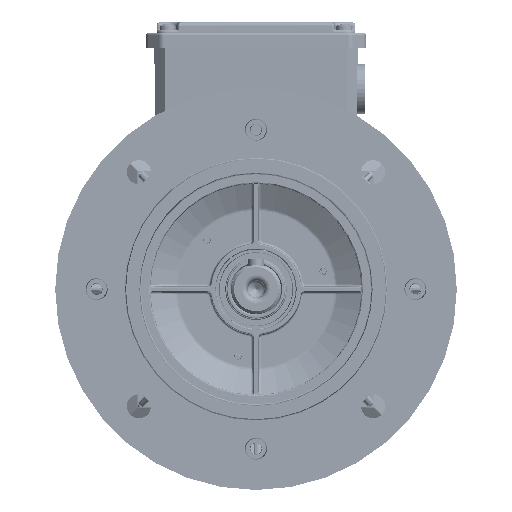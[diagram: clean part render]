
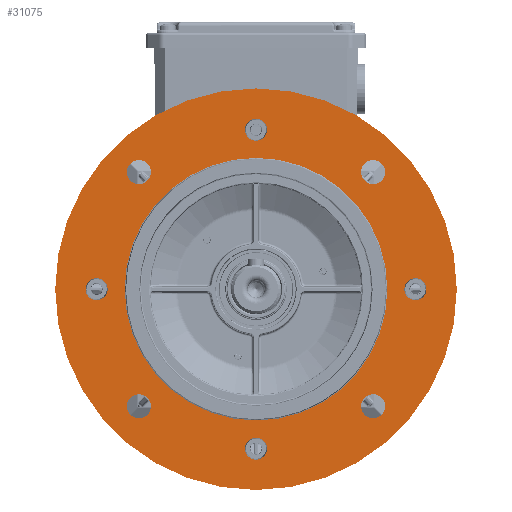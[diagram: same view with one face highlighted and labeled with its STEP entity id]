
A CAD part, left-side view. The second image highlights one B-rep face of the part: STEP entity #31075.
In plain terms, the highlighted planar face has unit normal (-1, 0, 0).
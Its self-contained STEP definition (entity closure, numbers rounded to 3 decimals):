
#6230=PLANE('',#116993);
#31075=ADVANCED_FACE('',(#38405,#38406,#38407,#38408,#38409,#38410,#38411,
#38412,#38413,#38414),#6230,.F.);
#38405=FACE_BOUND('',#43932,.T.);
#38406=FACE_BOUND('',#43933,.T.);
#38407=FACE_BOUND('',#43934,.T.);
#38408=FACE_BOUND('',#43935,.T.);
#38409=FACE_BOUND('',#43936,.T.);
#38410=FACE_BOUND('',#43937,.T.);
#38411=FACE_BOUND('',#43938,.T.);
#38412=FACE_BOUND('',#43939,.T.);
#38413=FACE_BOUND('',#43940,.T.);
#38414=FACE_BOUND('',#43941,.T.);
#43932=EDGE_LOOP('',(#69529));
#43933=EDGE_LOOP('',(#69530));
#43934=EDGE_LOOP('',(#69531));
#43935=EDGE_LOOP('',(#69532));
#43936=EDGE_LOOP('',(#69533));
#43937=EDGE_LOOP('',(#69534));
#43938=EDGE_LOOP('',(#69535));
#43939=EDGE_LOOP('',(#69536));
#43940=EDGE_LOOP('',(#69537));
#43941=EDGE_LOOP('',(#69538));
#69529=ORIENTED_EDGE('',*,*,#99628,.T.);
#69530=ORIENTED_EDGE('',*,*,#99630,.F.);
#69531=ORIENTED_EDGE('',*,*,#99631,.F.);
#69532=ORIENTED_EDGE('',*,*,#99190,.T.);
#69533=ORIENTED_EDGE('',*,*,#99192,.T.);
#69534=ORIENTED_EDGE('',*,*,#99194,.T.);
#69535=ORIENTED_EDGE('',*,*,#99196,.T.);
#69536=ORIENTED_EDGE('',*,*,#99632,.T.);
#69537=ORIENTED_EDGE('',*,*,#99633,.F.);
#69538=ORIENTED_EDGE('',*,*,#99634,.F.);
#82941=VERTEX_POINT('',#223723);
#82943=VERTEX_POINT('',#223728);
#82945=VERTEX_POINT('',#223733);
#82947=VERTEX_POINT('',#223738);
#83236=VERTEX_POINT('',#225557);
#83238=VERTEX_POINT('',#225564);
#83239=VERTEX_POINT('',#225566);
#83240=VERTEX_POINT('',#225568);
#83241=VERTEX_POINT('',#225570);
#83242=VERTEX_POINT('',#225572);
#99190=EDGE_CURVE('',#82941,#82941,#106322,.T.);
#99192=EDGE_CURVE('',#82943,#82943,#106324,.T.);
#99194=EDGE_CURVE('',#82945,#82945,#106326,.T.);
#99196=EDGE_CURVE('',#82947,#82947,#106328,.T.);
#99628=EDGE_CURVE('',#83236,#83236,#106551,.T.);
#99630=EDGE_CURVE('',#83238,#83238,#106553,.T.);
#99631=EDGE_CURVE('',#83239,#83239,#106554,.T.);
#99632=EDGE_CURVE('',#83240,#83240,#106555,.T.);
#99633=EDGE_CURVE('',#83241,#83241,#106556,.T.);
#99634=EDGE_CURVE('',#83242,#83242,#106557,.T.);
#106322=CIRCLE('',#116621,5.5);
#106324=CIRCLE('',#116624,5.5);
#106326=CIRCLE('',#116627,5.5);
#106328=CIRCLE('',#116630,5.5);
#106551=CIRCLE('',#116983,65.4);
#106553=CIRCLE('',#116988,6.);
#106554=CIRCLE('',#116989,6.);
#106555=CIRCLE('',#116990,99.999);
#106556=CIRCLE('',#116991,6.);
#106557=CIRCLE('',#116992,6.);
#116621=AXIS2_PLACEMENT_3D('',#223722,#142228,#142229);
#116624=AXIS2_PLACEMENT_3D('',#223727,#142234,#142235);
#116627=AXIS2_PLACEMENT_3D('',#223732,#142240,#142241);
#116630=AXIS2_PLACEMENT_3D('',#223737,#142246,#142247);
#116983=AXIS2_PLACEMENT_3D('',#225556,#143075,#143076);
#116988=AXIS2_PLACEMENT_3D('',#225563,#143085,#143086);
#116989=AXIS2_PLACEMENT_3D('',#225565,#143087,#143088);
#116990=AXIS2_PLACEMENT_3D('',#225567,#143089,#143090);
#116991=AXIS2_PLACEMENT_3D('',#225569,#143091,#143092);
#116992=AXIS2_PLACEMENT_3D('',#225571,#143093,#143094);
#116993=AXIS2_PLACEMENT_3D('',#225573,#143095,#143096);
#142228=DIRECTION('',(1.,0.,0.));
#142229=DIRECTION('',(0.,0.,-1.));
#142234=DIRECTION('',(1.,0.,0.));
#142235=DIRECTION('',(0.,0.,-1.));
#142240=DIRECTION('',(1.,0.,0.));
#142241=DIRECTION('',(0.,0.,-1.));
#142246=DIRECTION('',(1.,0.,0.));
#142247=DIRECTION('',(0.,0.,-1.));
#143075=DIRECTION('',(1.,0.,0.));
#143076=DIRECTION('',(0.,0.,-1.));
#143085=DIRECTION('',(-1.,0.,0.));
#143086=DIRECTION('',(0.,0.,-1.));
#143087=DIRECTION('',(-1.,0.,0.));
#143088=DIRECTION('',(0.,0.,-1.));
#143089=DIRECTION('',(-1.,0.,0.));
#143090=DIRECTION('',(0.,0.,-1.));
#143091=DIRECTION('',(-1.,0.,0.));
#143092=DIRECTION('',(0.,0.,-1.));
#143093=DIRECTION('',(-1.,0.,0.));
#143094=DIRECTION('',(0.,0.,-1.));
#143095=DIRECTION('',(1.,0.,0.));
#143096=DIRECTION('',(0.,0.,-1.));
#223722=CARTESIAN_POINT('',(-26.999,79.39,0.));
#223723=CARTESIAN_POINT('',(-26.999,79.39,-5.5));
#223727=CARTESIAN_POINT('',(-26.999,-79.39,0.));
#223728=CARTESIAN_POINT('',(-26.999,-79.39,-5.5));
#223732=CARTESIAN_POINT('',(-26.999,0.,-79.39));
#223733=CARTESIAN_POINT('',(-26.999,0.,-84.89));
#223737=CARTESIAN_POINT('',(-26.999,0.,79.39));
#223738=CARTESIAN_POINT('',(-26.999,0.,73.89));
#225556=CARTESIAN_POINT('',(-26.999,0.,0.));
#225557=CARTESIAN_POINT('',(-26.999,0.,-65.4));
#225563=CARTESIAN_POINT('',(-26.999,-58.311,-58.306));
#225564=CARTESIAN_POINT('',(-26.999,-58.311,-64.306));
#225565=CARTESIAN_POINT('',(-26.999,58.311,58.306));
#225566=CARTESIAN_POINT('',(-26.999,58.311,52.306));
#225567=CARTESIAN_POINT('',(-26.999,0.,0.));
#225568=CARTESIAN_POINT('',(-26.999,0.,-99.999));
#225569=CARTESIAN_POINT('',(-26.999,58.306,-58.311));
#225570=CARTESIAN_POINT('',(-26.999,58.306,-64.311));
#225571=CARTESIAN_POINT('',(-26.999,-58.306,58.311));
#225572=CARTESIAN_POINT('',(-26.999,-58.306,52.311));
#225573=CARTESIAN_POINT('',(-26.999,0.,0.));
